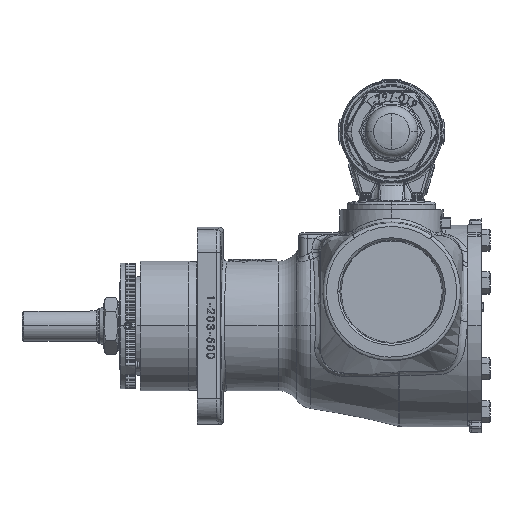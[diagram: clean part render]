
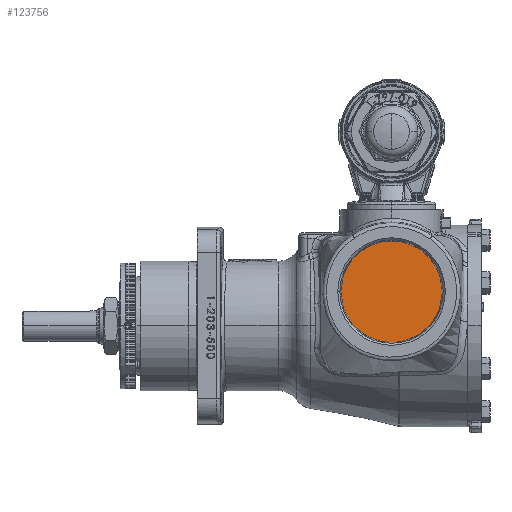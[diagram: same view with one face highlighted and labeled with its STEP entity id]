
A CAD part, top view. The second image highlights one B-rep face of the part: STEP entity #123756.
In plain terms, the highlighted planar face has unit normal (0, 0, 1).
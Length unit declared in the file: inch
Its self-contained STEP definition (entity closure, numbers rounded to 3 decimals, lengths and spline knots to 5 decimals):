
#17873 = VERTEX_POINT ( 'NONE', #56289 ) ;
#20402 = CARTESIAN_POINT ( 'NONE',  ( -2.5, 1.12, 4. ) ) ;
#23428 = CARTESIAN_POINT ( 'NONE',  ( -2.5, 1.12, 4. ) ) ;
#33554 = DIRECTION ( 'NONE',  ( 1., 0., 0. ) ) ;
#36556 = DIRECTION ( 'NONE',  ( -1., 0., 0. ) ) ;
#49913 = CARTESIAN_POINT ( 'NONE',  ( -0.83239, 1.12, 4. ) ) ;
#52199 = CIRCLE ( 'NONE', #132207, 1.66761 ) ;
#52598 = ORIENTED_EDGE ( 'NONE', *, *, #136347, .F. ) ;
#53377 = AXIS2_PLACEMENT_3D ( 'NONE', #23428, #114845, #36556 ) ;
#56289 = CARTESIAN_POINT ( 'NONE',  ( -4.16761, 1.12, 4. ) ) ;
#62568 = CARTESIAN_POINT ( 'NONE',  ( -2.5, 1.12, 4. ) ) ;
#71489 = FACE_OUTER_BOUND ( 'NONE', #148489, .T. ) ;
#75739 = DIRECTION ( 'NONE',  ( 1., 0., 0. ) ) ;
#87952 = EDGE_CURVE ( 'NONE', #17873, #116269, #52199, .T. ) ;
#111658 = CIRCLE ( 'NONE', #160457, 1.66761 ) ;
#111837 = DIRECTION ( 'NONE',  ( 0., 0., -1. ) ) ;
#113727 = PLANE ( 'NONE',  #53377 ) ;
#114845 = DIRECTION ( 'NONE',  ( 0., 0., 1. ) ) ;
#116269 = VERTEX_POINT ( 'NONE', #49913 ) ;
#123756 = ADVANCED_FACE ( 'NONE', ( #71489 ), #113727, .T. ) ;
#132207 = AXIS2_PLACEMENT_3D ( 'NONE', #20402, #111837, #33554 ) ;
#136347 = EDGE_CURVE ( 'NONE', #116269, #17873, #111658, .T. ) ;
#148489 = EDGE_LOOP ( 'NONE', ( #52598, #150791 ) ) ;
#150791 = ORIENTED_EDGE ( 'NONE', *, *, #87952, .F. ) ;
#153976 = DIRECTION ( 'NONE',  ( 0., 0., -1. ) ) ;
#160457 = AXIS2_PLACEMENT_3D ( 'NONE', #62568, #153976, #75739 ) ;
